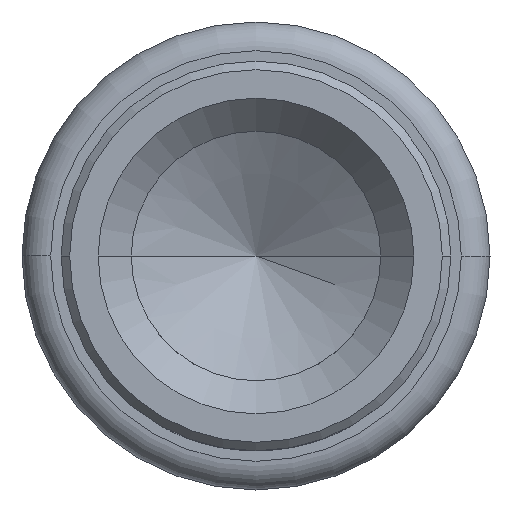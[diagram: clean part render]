
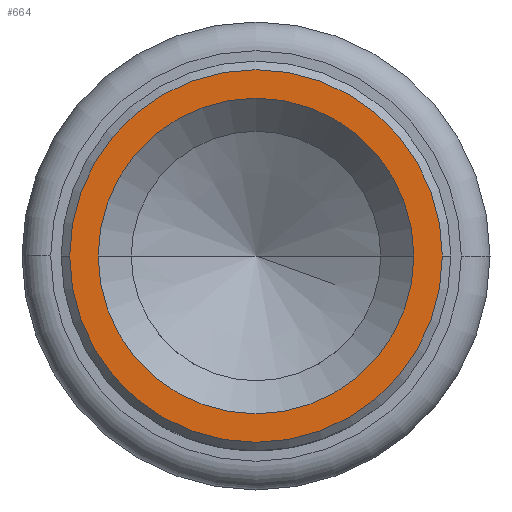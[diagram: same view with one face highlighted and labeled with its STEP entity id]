
A CAD part, front view. The second image highlights one B-rep face of the part: STEP entity #664.
In plain terms, the highlighted planar face has unit normal (0, -1, 0).
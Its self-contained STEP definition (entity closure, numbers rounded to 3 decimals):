
#205=CARTESIAN_POINT('',(0.,-4.08,0.));
#206=DIRECTION('',(0.,-1.,0.));
#207=DIRECTION('',(-1.,0.,0.));
#208=AXIS2_PLACEMENT_3D('',#205,#206,#207);
#210=CARTESIAN_POINT('',(0.,-4.08,0.));
#211=DIRECTION('',(0.,1.,0.));
#212=DIRECTION('',(-1.,0.,0.));
#213=AXIS2_PLACEMENT_3D('',#210,#211,#212);
#215=CARTESIAN_POINT('',(0.,-4.08,0.));
#216=DIRECTION('',(0.,1.,0.));
#217=DIRECTION('',(1.,0.,0.));
#218=AXIS2_PLACEMENT_3D('',#215,#216,#217);
#233=CARTESIAN_POINT('',(0.,-4.08,0.));
#234=DIRECTION('',(0.,1.,0.));
#235=DIRECTION('',(-1.,0.,0.));
#236=AXIS2_PLACEMENT_3D('',#233,#234,#235);
#319=CARTESIAN_POINT('',(-0.844,-4.08,0.));
#320=VERTEX_POINT('',#319);
#327=CARTESIAN_POINT('',(0.844,-4.08,0.));
#328=VERTEX_POINT('',#327);
#363=CARTESIAN_POINT('',(-0.715,-4.08,0.));
#364=CARTESIAN_POINT('',(0.715,-4.08,0.));
#365=VERTEX_POINT('',#363);
#366=VERTEX_POINT('',#364);
#649=CARTESIAN_POINT('',(0.,-4.08,0.));
#650=DIRECTION('',(0.,1.,0.));
#651=DIRECTION('',(1.,0.,0.));
#652=AXIS2_PLACEMENT_3D('',#649,#650,#651);
#653=PLANE('',#652);
#654=ORIENTED_EDGE('',*,*,#642,.F.);
#655=ORIENTED_EDGE('',*,*,#631,.T.);
#656=EDGE_LOOP('',(#654,#655));
#657=FACE_OUTER_BOUND('',#656,.F.);
#659=ORIENTED_EDGE('',*,*,#658,.F.);
#661=ORIENTED_EDGE('',*,*,#660,.F.);
#662=EDGE_LOOP('',(#659,#661));
#663=FACE_BOUND('',#662,.F.);
#664=ADVANCED_FACE('',(#657,#663),#653,.F.);
#209=CIRCLE('',#208,0.844);
#214=CIRCLE('',#213,0.844);
#219=CIRCLE('',#218,0.715);
#237=CIRCLE('',#236,0.715);
#631=EDGE_CURVE('',#320,#328,#214,.T.);
#642=EDGE_CURVE('',#320,#328,#209,.T.);
#658=EDGE_CURVE('',#366,#365,#219,.T.);
#660=EDGE_CURVE('',#365,#366,#237,.T.);
